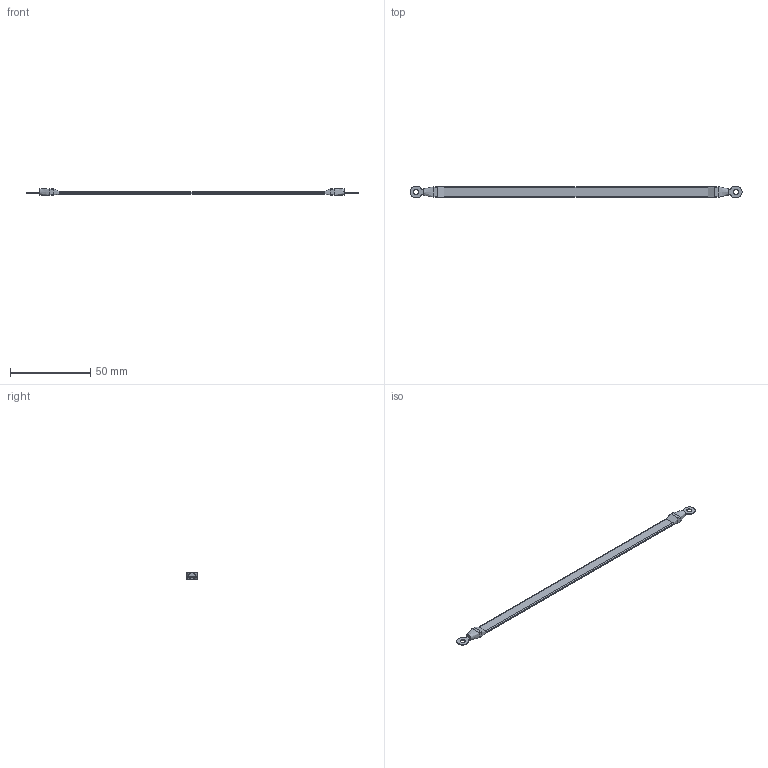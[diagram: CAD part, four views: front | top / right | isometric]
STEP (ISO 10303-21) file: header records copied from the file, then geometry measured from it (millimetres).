
FILE_DESCRIPTION( ( 'Unknown' ), '1' );
FILE_NAME( '74273704.stp', 'Unknown', ( 'Unknown' ), ( 'Unknown' ), 'XStep 1.0', 'Unknown', ' ' );
FILE_SCHEMA( ( 'automotive_design' ) );
Length unit declared in the file: millimetre
Products named in the file (1): 1
Bounding box: 207.47 x 7.48 x 4 mm (x, y, z)
Volume: 2251.7 mm3; surface area: 3260.8 mm2
Topology: 1 solids, 1 shells, 44 faces, 137 edges, 97 vertices
Faces by surface type: cylinder 22, plane 18, bspline 4
Full cylindrical faces by diameter (mm): 3.2 x2
Entity records: 2382 total; most frequent: CARTESIAN_POINT 946, ORIENTED_EDGE 262, DIRECTION 150, EDGE_CURVE 131, VERTEX_POINT 97, B_SPLINE_CURVE_WITH_KNOTS 79, AXIS2_PLACEMENT_3D 57, EDGE_LOOP 56
